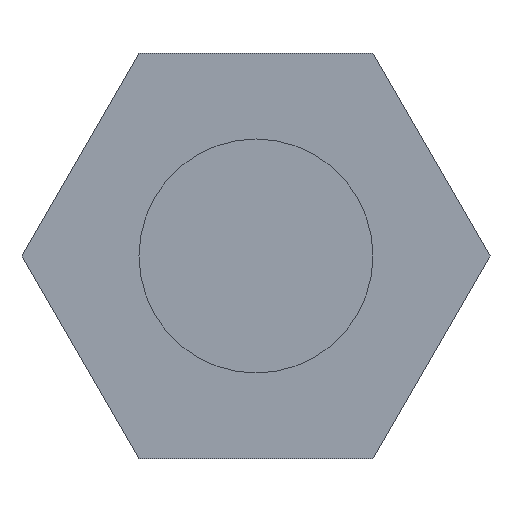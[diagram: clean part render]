
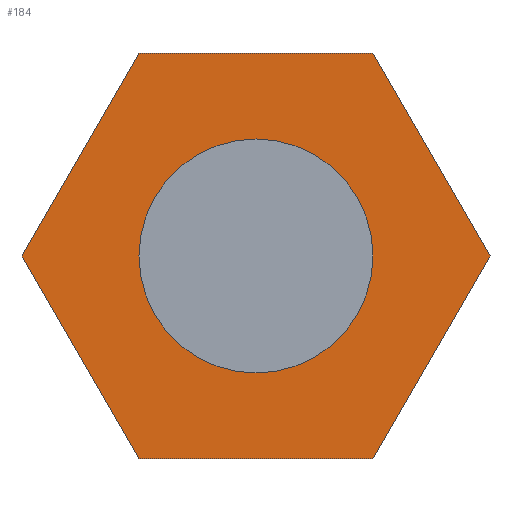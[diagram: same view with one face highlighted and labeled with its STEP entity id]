
A CAD part, front view. The second image highlights one B-rep face of the part: STEP entity #184.
In plain terms, the highlighted planar face has unit normal (0, -1, 0).
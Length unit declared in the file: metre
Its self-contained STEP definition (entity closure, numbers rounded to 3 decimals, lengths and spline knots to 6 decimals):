
#14=CIRCLE('',#210,0.003);
#42=ORIENTED_EDGE('',*,*,#80,.F.);
#43=ORIENTED_EDGE('',*,*,#64,.T.);
#44=ORIENTED_EDGE('',*,*,#68,.T.);
#45=ORIENTED_EDGE('',*,*,#71,.T.);
#46=ORIENTED_EDGE('',*,*,#74,.T.);
#47=ORIENTED_EDGE('',*,*,#77,.T.);
#48=ORIENTED_EDGE('',*,*,#79,.T.);
#64=EDGE_CURVE('',#87,#86,#102,.T.);
#68=EDGE_CURVE('',#86,#89,#106,.T.);
#71=EDGE_CURVE('',#89,#91,#109,.T.);
#74=EDGE_CURVE('',#91,#93,#112,.T.);
#77=EDGE_CURVE('',#93,#95,#115,.T.);
#79=EDGE_CURVE('',#95,#87,#117,.T.);
#80=EDGE_CURVE('',#96,#96,#14,.T.);
#86=VERTEX_POINT('',#277);
#87=VERTEX_POINT('',#279);
#89=VERTEX_POINT('',#285);
#91=VERTEX_POINT('',#291);
#93=VERTEX_POINT('',#297);
#95=VERTEX_POINT('',#303);
#96=VERTEX_POINT('',#310);
#102=LINE('',#278,#120);
#106=LINE('',#286,#124);
#109=LINE('',#292,#127);
#112=LINE('',#298,#130);
#115=LINE('',#304,#133);
#117=LINE('',#307,#135);
#120=VECTOR('',#225,1.);
#124=VECTOR('',#231,1.);
#127=VECTOR('',#236,1.);
#130=VECTOR('',#241,1.);
#133=VECTOR('',#246,1.);
#135=VECTOR('',#250,1.);
#142=EDGE_LOOP('',(#42));
#143=EDGE_LOOP('',(#43,#44,#45,#46,#47,#48));
#158=FACE_BOUND('',#142,.T.);
#159=FACE_BOUND('',#143,.T.);
#174=PLANE('',#209);
#184=ADVANCED_FACE('',(#158,#159),#174,.T.);
#209=AXIS2_PLACEMENT_3D('',#308,#251,#252);
#210=AXIS2_PLACEMENT_3D('',#309,#253,#254);
#225=DIRECTION('',(-0.5,0.,0.866));
#231=DIRECTION('',(-1.,0.,0.));
#236=DIRECTION('',(-0.5,0.,-0.866));
#241=DIRECTION('',(0.5,0.,-0.866));
#246=DIRECTION('',(1.,0.,0.));
#250=DIRECTION('',(0.5,0.,0.866));
#251=DIRECTION('',(0.,-1.,0.));
#252=DIRECTION('',(1.,0.,0.));
#253=DIRECTION('',(0.,-1.,0.));
#254=DIRECTION('',(0.,0.,-1.));
#277=CARTESIAN_POINT('',(0.003,-0.072575,0.005196));
#278=CARTESIAN_POINT('',(0.0045,-0.072575,0.002598));
#279=CARTESIAN_POINT('',(0.006,-0.072575,0.));
#285=CARTESIAN_POINT('',(-0.003,-0.072575,0.005196));
#286=CARTESIAN_POINT('',(0.,-0.072575,0.005196));
#291=CARTESIAN_POINT('',(-0.006,-0.072575,0.));
#292=CARTESIAN_POINT('',(-0.0045,-0.072575,0.002598));
#297=CARTESIAN_POINT('',(-0.003,-0.072575,-0.005196));
#298=CARTESIAN_POINT('',(-0.0045,-0.072575,-0.002598));
#303=CARTESIAN_POINT('',(0.003,-0.072575,-0.005196));
#304=CARTESIAN_POINT('',(0.,-0.072575,-0.005196));
#307=CARTESIAN_POINT('',(0.0045,-0.072575,-0.002598));
#308=CARTESIAN_POINT('',(0.,-0.072575,0.));
#309=CARTESIAN_POINT('',(0.,-0.072575,0.));
#310=CARTESIAN_POINT('',(0.,-0.072575,-0.003));
